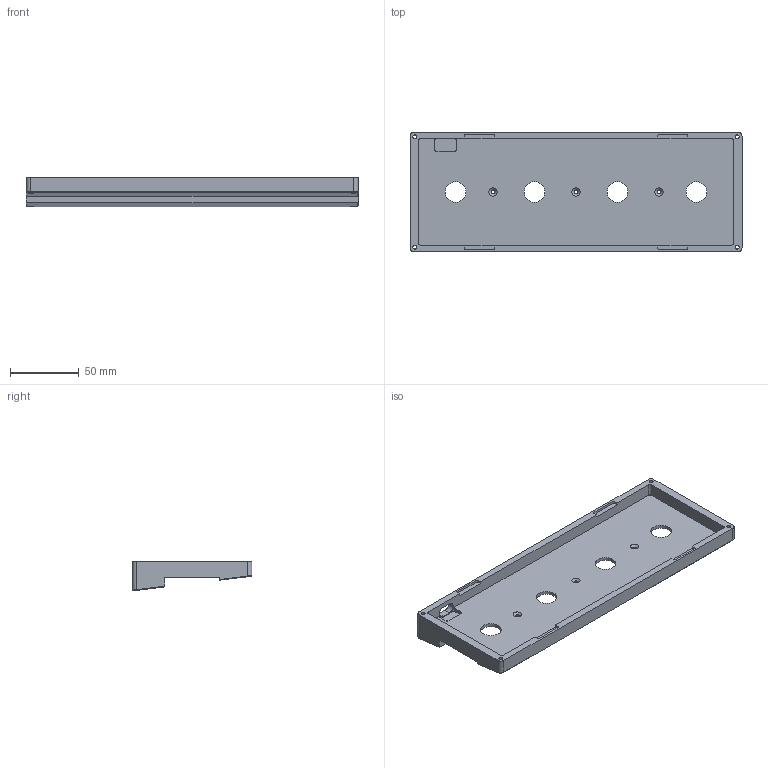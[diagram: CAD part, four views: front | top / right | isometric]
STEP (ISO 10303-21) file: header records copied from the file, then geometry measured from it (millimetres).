
FILE_DESCRIPTION(/* description */ ('','CAx-IF Rec.Pracs.---Representation and Presentation of Product Manufacturing Information (PMI)---4.0---2014-10-13'),/* implementation_level */ '2;1');
FILE_NAME(/* name */ 'smolhhkb_bottom.step',/* time_stamp */ '2025-01-24T21:12:48+01:00',/* author */ (''),/* organization */ (''),/* preprocessor_version */ 'ST-DEVELOPER v20',/* originating_system */ 'Autodesk Translation Framework v13.20.0.188',/* authorisation */ '');
FILE_SCHEMA (('AP242_MANAGED_MODEL_BASED_3D_ENGINEERING_MIM_LF { 1 0 10303 442 1 1 4 }'));
Length unit declared in the file: millimetre
Products named in the file (1): smolhhkb
Bounding box: 241.55 x 87.15 x 21.64 mm (x, y, z)
Volume: 131052.2 mm3; surface area: 60138.9 mm2
Topology: 1 solids, 1 shells, 115 faces, 305 edges, 197 vertices
Faces by surface type: plane 53, cylinder 47, bspline 8, cone 7
Full cylindrical faces by diameter (mm): 2.9 x4, 3 x3, 4.6 x4, 15 x4
Entity records: 3791 total; most frequent: CARTESIAN_POINT 810, ORIENTED_EDGE 610, DIRECTION 602, EDGE_CURVE 305, AXIS2_PLACEMENT_3D 205, VERTEX_POINT 197, LINE 192, VECTOR 192
